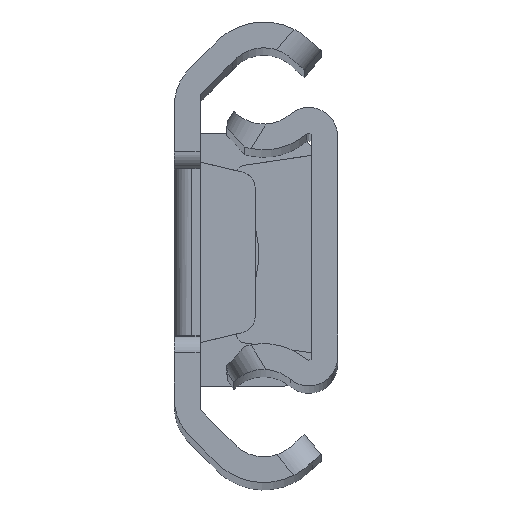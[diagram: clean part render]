
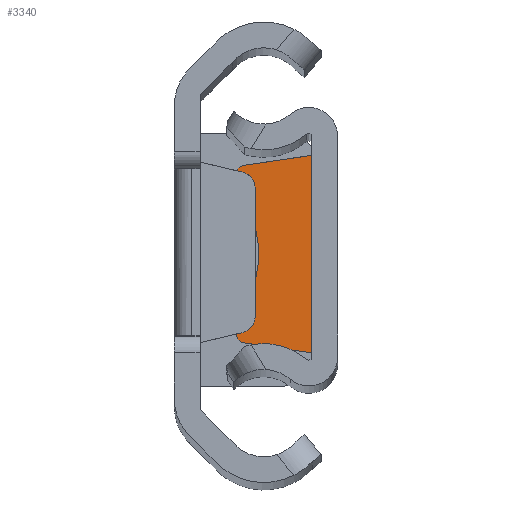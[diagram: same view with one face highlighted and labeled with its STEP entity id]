
A CAD part, top view. The second image highlights one B-rep face of the part: STEP entity #3340.
In plain terms, the highlighted planar face has unit normal (0, 0, 1).
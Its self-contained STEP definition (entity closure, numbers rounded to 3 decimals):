
#189 = CARTESIAN_POINT ( 'NONE',  ( -5.473, -5.163, -245.5 ) ) ;
#200 = CARTESIAN_POINT ( 'NONE',  ( -5.4, 4.668, -245.5 ) ) ;
#244 = CARTESIAN_POINT ( 'NONE',  ( -1.5, -5.746, -245.5 ) ) ;
#248 = DIRECTION ( 'NONE',  ( 0., 0., -1. ) ) ;
#281 = LINE ( 'NONE', #3311, #3972 ) ;
#285 = ORIENTED_EDGE ( 'NONE', *, *, #3420, .F. ) ;
#360 = ORIENTED_EDGE ( 'NONE', *, *, #4514, .F. ) ;
#403 = ORIENTED_EDGE ( 'NONE', *, *, #4149, .F. ) ;
#410 = FACE_OUTER_BOUND ( 'NONE', #468, .T. ) ;
#453 = CARTESIAN_POINT ( 'NONE',  ( -5.473, -5.163, -245.5 ) ) ;
#468 = EDGE_LOOP ( 'NONE', ( #3843, #360, #2794, #2397, #285, #1747, #403, #2767, #871, #3671 ) ) ;
#513 = VERTEX_POINT ( 'NONE', #2643 ) ;
#555 = EDGE_CURVE ( 'NONE', #1986, #4066, #4928, .T. ) ;
#623 = EDGE_CURVE ( 'NONE', #4066, #950, #1894, .T. ) ;
#725 = CARTESIAN_POINT ( 'NONE',  ( -5.4, -4.302, -245.5 ) ) ;
#735 = CARTESIAN_POINT ( 'NONE',  ( -1.5, 5.746, -245.5 ) ) ;
#770 = CARTESIAN_POINT ( 'NONE',  ( -5.9, -4.668, -245.5 ) ) ;
#854 = CIRCLE ( 'NONE', #2481, 0.5 ) ;
#871 = ORIENTED_EDGE ( 'NONE', *, *, #2372, .F. ) ;
#950 = VERTEX_POINT ( 'NONE', #244 ) ;
#992 = CARTESIAN_POINT ( 'NONE',  ( -5.4, 4.302, -245.5 ) ) ;
#1021 = AXIS2_PLACEMENT_3D ( 'NONE', #992, #2161, #3618 ) ;
#1049 = DIRECTION ( 'NONE',  ( 0., 0., -1. ) ) ;
#1078 = CARTESIAN_POINT ( 'NONE',  ( -5.816, 4.025, -245.5 ) ) ;
#1409 = VERTEX_POINT ( 'NONE', #770 ) ;
#1477 = DIRECTION ( 'NONE',  ( 0.989, 0.145, 0. ) ) ;
#1680 = DIRECTION ( 'NONE',  ( 0., 0., 1. ) ) ;
#1700 = CARTESIAN_POINT ( 'NONE',  ( -5.473, 5.163, -245.5 ) ) ;
#1733 = CIRCLE ( 'NONE', #2854, 7.267 ) ;
#1747 = ORIENTED_EDGE ( 'NONE', *, *, #3877, .F. ) ;
#1799 = DIRECTION ( 'NONE',  ( -0.989, 0.145, 0. ) ) ;
#1855 = DIRECTION ( 'NONE',  ( -1., 0., 0. ) ) ;
#1894 = LINE ( 'NONE', #735, #3374 ) ;
#1986 = VERTEX_POINT ( 'NONE', #1700 ) ;
#2161 = DIRECTION ( 'NONE',  ( 0., 0., -1. ) ) ;
#2184 = LINE ( 'NONE', #189, #3339 ) ;
#2226 = DIRECTION ( 'NONE',  ( -1., 0., 0. ) ) ;
#2301 = EDGE_CURVE ( 'NONE', #3554, #3971, #3660, .T. ) ;
#2372 = EDGE_CURVE ( 'NONE', #950, #3335, #2184, .T. ) ;
#2397 = ORIENTED_EDGE ( 'NONE', *, *, #2301, .F. ) ;
#2459 = VECTOR ( 'NONE', #2957, 1000. ) ;
#2463 = DIRECTION ( 'NONE',  ( -1., 0., 0. ) ) ;
#2473 = CARTESIAN_POINT ( 'NONE',  ( -1.5, 5.746, -245.5 ) ) ;
#2481 = AXIS2_PLACEMENT_3D ( 'NONE', #4935, #4579, #2226 ) ;
#2564 = LINE ( 'NONE', #4871, #2459 ) ;
#2643 = CARTESIAN_POINT ( 'NONE',  ( -5.9, -4.302, -245.5 ) ) ;
#2767 = ORIENTED_EDGE ( 'NONE', *, *, #4339, .F. ) ;
#2794 = ORIENTED_EDGE ( 'NONE', *, *, #3996, .F. ) ;
#2811 = CARTESIAN_POINT ( 'NONE',  ( -5.9, 4.668, -245.5 ) ) ;
#2854 = AXIS2_PLACEMENT_3D ( 'NONE', #4825, #1680, #2463 ) ;
#2957 = DIRECTION ( 'NONE',  ( 0., 1., 0. ) ) ;
#2975 = VERTEX_POINT ( 'NONE', #4445 ) ;
#3296 = CARTESIAN_POINT ( 'NONE',  ( -5.9, 4.302, -245.5 ) ) ;
#3311 = CARTESIAN_POINT ( 'NONE',  ( -5.9, -4.302, -245.5 ) ) ;
#3335 = VERTEX_POINT ( 'NONE', #453 ) ;
#3339 = VECTOR ( 'NONE', #1799, 1000. ) ;
#3340 = ADVANCED_FACE ( 'NONE', ( #410 ), #3465, .F. ) ;
#3363 = DIRECTION ( 'NONE',  ( 0., -1., 0. ) ) ;
#3374 = VECTOR ( 'NONE', #3363, 1000. ) ;
#3420 = EDGE_CURVE ( 'NONE', #2975, #3554, #1733, .T. ) ;
#3465 = PLANE ( 'NONE',  #4952 ) ;
#3554 = VERTEX_POINT ( 'NONE', #1078 ) ;
#3618 = DIRECTION ( 'NONE',  ( -1., 0., 0. ) ) ;
#3660 = CIRCLE ( 'NONE', #1021, 0.5 ) ;
#3671 = ORIENTED_EDGE ( 'NONE', *, *, #623, .F. ) ;
#3742 = VERTEX_POINT ( 'NONE', #2811 ) ;
#3843 = ORIENTED_EDGE ( 'NONE', *, *, #555, .F. ) ;
#3877 = EDGE_CURVE ( 'NONE', #513, #2975, #3989, .T. ) ;
#3960 = CIRCLE ( 'NONE', #4533, 0.5 ) ;
#3961 = DIRECTION ( 'NONE',  ( -1., 0., 0. ) ) ;
#3971 = VERTEX_POINT ( 'NONE', #3296 ) ;
#3972 = VECTOR ( 'NONE', #4097, 1000. ) ;
#3989 = CIRCLE ( 'NONE', #4393, 0.5 ) ;
#3996 = EDGE_CURVE ( 'NONE', #3971, #3742, #2564, .T. ) ;
#4066 = VERTEX_POINT ( 'NONE', #2473 ) ;
#4097 = DIRECTION ( 'NONE',  ( 0., 1., 0. ) ) ;
#4149 = EDGE_CURVE ( 'NONE', #1409, #513, #281, .T. ) ;
#4339 = EDGE_CURVE ( 'NONE', #3335, #1409, #854, .T. ) ;
#4393 = AXIS2_PLACEMENT_3D ( 'NONE', #725, #1049, #1855 ) ;
#4416 = VECTOR ( 'NONE', #1477, 1000. ) ;
#4445 = CARTESIAN_POINT ( 'NONE',  ( -5.816, -4.025, -245.5 ) ) ;
#4514 = EDGE_CURVE ( 'NONE', #3742, #1986, #3960, .T. ) ;
#4533 = AXIS2_PLACEMENT_3D ( 'NONE', #4536, #4566, #4917 ) ;
#4536 = CARTESIAN_POINT ( 'NONE',  ( -5.4, 4.668, -245.5 ) ) ;
#4547 = CARTESIAN_POINT ( 'NONE',  ( -1.5, 5.746, -245.5 ) ) ;
#4566 = DIRECTION ( 'NONE',  ( 0., 0., -1. ) ) ;
#4579 = DIRECTION ( 'NONE',  ( 0., 0., -1. ) ) ;
#4825 = CARTESIAN_POINT ( 'NONE',  ( -11.867, 0., -245.5 ) ) ;
#4871 = CARTESIAN_POINT ( 'NONE',  ( -5.9, 4.668, -245.5 ) ) ;
#4917 = DIRECTION ( 'NONE',  ( -1., 0., 0. ) ) ;
#4928 = LINE ( 'NONE', #4547, #4416 ) ;
#4935 = CARTESIAN_POINT ( 'NONE',  ( -5.4, -4.668, -245.5 ) ) ;
#4952 = AXIS2_PLACEMENT_3D ( 'NONE', #200, #248, #3961 ) ;
